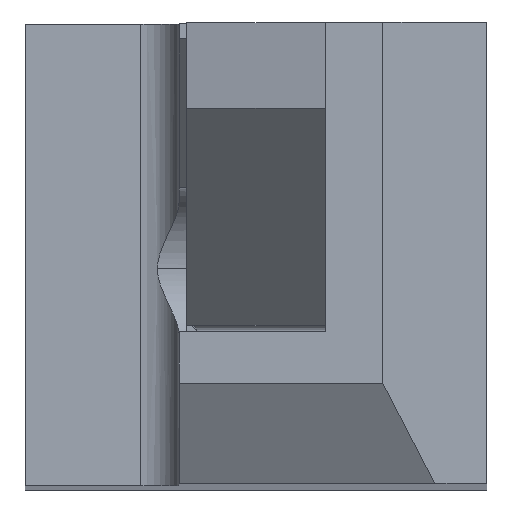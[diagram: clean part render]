
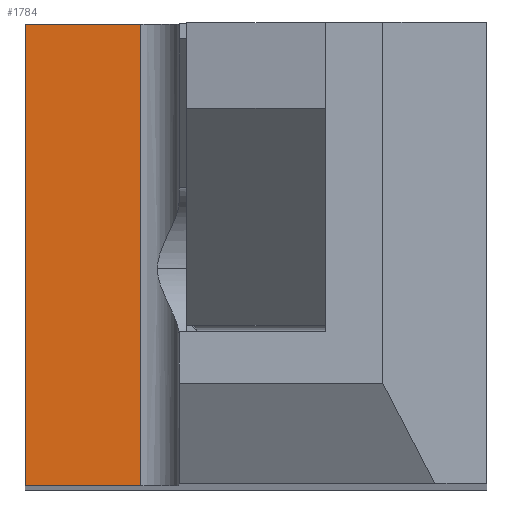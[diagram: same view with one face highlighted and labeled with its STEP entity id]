
A CAD part, top view. The second image highlights one B-rep face of the part: STEP entity #1784.
In plain terms, the highlighted planar face has unit normal (0, 0, 1).
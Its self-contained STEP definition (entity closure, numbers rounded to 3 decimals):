
#114 = ORIENTED_EDGE ( 'NONE', *, *, #2928, .F. ) ;
#483 = DIRECTION ( 'NONE',  ( -1., 0., 0. ) ) ;
#622 = ORIENTED_EDGE ( 'NONE', *, *, #2519, .T. ) ;
#845 = CARTESIAN_POINT ( 'NONE',  ( 12., 0., -37. ) ) ;
#1039 = CARTESIAN_POINT ( 'NONE',  ( 54.897, 12., -37. ) ) ;
#1042 = CARTESIAN_POINT ( 'NONE',  ( 15., 12., -37. ) ) ;
#1077 = VECTOR ( 'NONE', #1848, 1000. ) ;
#1129 = LINE ( 'NONE', #1760, #1077 ) ;
#1158 = VECTOR ( 'NONE', #1901, 1000. ) ;
#1198 = LINE ( 'NONE', #1898, #1158 ) ;
#1495 = VECTOR ( 'NONE', #2803, 1000. ) ;
#1576 = LINE ( 'NONE', #3086, #1495 ) ;
#1670 = CARTESIAN_POINT ( 'NONE',  ( 15., 0., -37. ) ) ;
#1760 = CARTESIAN_POINT ( 'NONE',  ( 54.897, 0., -37. ) ) ;
#1784 = ADVANCED_FACE ( 'NONE', ( #2461 ), #3185, .F. ) ;
#1848 = DIRECTION ( 'NONE',  ( -1., 0., 0. ) ) ;
#1873 = ORIENTED_EDGE ( 'NONE', *, *, #3010, .F. ) ;
#1898 = CARTESIAN_POINT ( 'NONE',  ( 15., 0., -37. ) ) ;
#1901 = DIRECTION ( 'NONE',  ( 0., -1., 0. ) ) ;
#1966 = VERTEX_POINT ( 'NONE', #845 ) ;
#2038 = EDGE_LOOP ( 'NONE', ( #622, #114, #3491, #1873 ) ) ;
#2461 = FACE_OUTER_BOUND ( 'NONE', #2038, .T. ) ;
#2519 = EDGE_CURVE ( 'NONE', #3105, #2696, #3134, .T. ) ;
#2691 = DIRECTION ( 'NONE',  ( 0., 1., 0. ) ) ;
#2696 = VERTEX_POINT ( 'NONE', #2793 ) ;
#2698 = DIRECTION ( 'NONE',  ( 0., 0., -1. ) ) ;
#2707 = CARTESIAN_POINT ( 'NONE',  ( 54.897, 12., -37. ) ) ;
#2793 = CARTESIAN_POINT ( 'NONE',  ( 12., 12., -37. ) ) ;
#2803 = DIRECTION ( 'NONE',  ( 0., 1., 0. ) ) ;
#2928 = EDGE_CURVE ( 'NONE', #1966, #2696, #1576, .T. ) ;
#3010 = EDGE_CURVE ( 'NONE', #3105, #3584, #1198, .T. ) ;
#3011 = EDGE_CURVE ( 'NONE', #3584, #1966, #1129, .T. ) ;
#3086 = CARTESIAN_POINT ( 'NONE',  ( 12., 12., -37. ) ) ;
#3105 = VERTEX_POINT ( 'NONE', #1042 ) ;
#3114 = VECTOR ( 'NONE', #483, 1000. ) ;
#3134 = LINE ( 'NONE', #1039, #3114 ) ;
#3138 = AXIS2_PLACEMENT_3D ( 'NONE', #2707, #2698, #2691 ) ;
#3185 = PLANE ( 'NONE',  #3138 ) ;
#3491 = ORIENTED_EDGE ( 'NONE', *, *, #3011, .F. ) ;
#3584 = VERTEX_POINT ( 'NONE', #1670 ) ;
